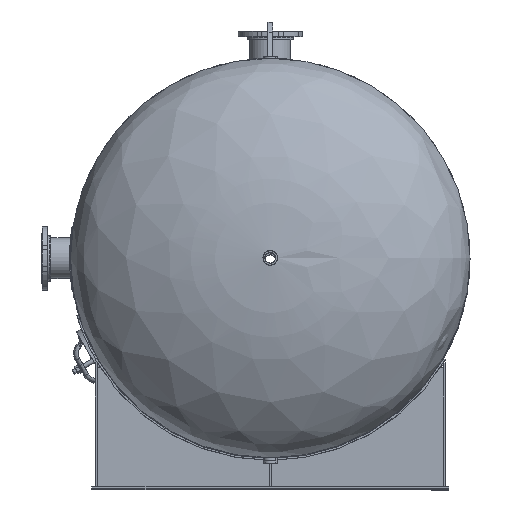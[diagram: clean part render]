
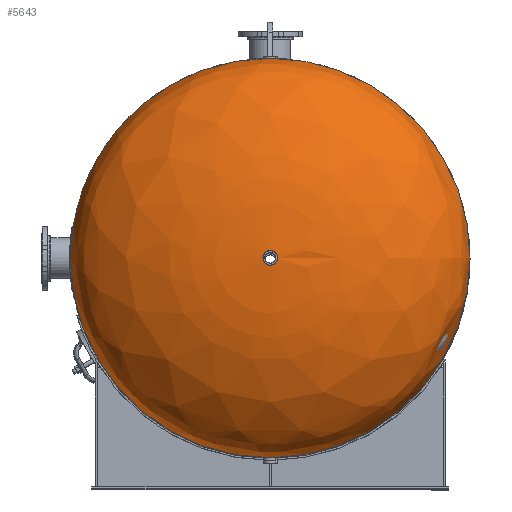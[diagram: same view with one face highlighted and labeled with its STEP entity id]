
A CAD part, top view. The second image highlights one B-rep face of the part: STEP entity #5643.
In plain terms, the highlighted free-form (B-spline) face has degree [2, 2] with [3, 9] control points.
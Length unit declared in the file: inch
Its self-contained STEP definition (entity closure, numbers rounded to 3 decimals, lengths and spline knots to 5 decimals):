
#32=ELLIPSE('',#6629,42.,21.25);
#700=CIRCLE('',#6624,42.);
#701=CIRCLE('',#6625,42.);
#946=(
BOUNDED_SURFACE()
B_SPLINE_SURFACE(2,2,((#11176,#11177,#11178,#11179,#11180,#11181,#11182,
#11183,#11184),(#11185,#11186,#11187,#11188,#11189,#11190,#11191,#11192,
#11193),(#11194,#11195,#11196,#11197,#11198,#11199,#11200,#11201,#11202)),
 .UNSPECIFIED.,.F.,.T.,.F.)
B_SPLINE_SURFACE_WITH_KNOTS((3,3),(3,2,2,2,3),(-3.14159,-1.5708),
(0.,1.5708,3.14159,4.71239,6.28319),
 .UNSPECIFIED.)
GEOMETRIC_REPRESENTATION_ITEM()
RATIONAL_B_SPLINE_SURFACE(((1.,0.707,1.,0.707,1.,
0.707,1.,0.707,1.),(0.707,0.5,0.707,
0.5,0.707,0.5,0.707,0.5,0.707),(1.,
0.707,1.,0.707,1.,0.707,1.,0.707,
1.)))
REPRESENTATION_ITEM('')
SURFACE()
);
#991=FACE_OUTER_BOUND('',#1339,.T.);
#1339=EDGE_LOOP('',(#4096,#4097,#4098,#4099,#4100,#4101));
#2377=B_SPLINE_CURVE_WITH_KNOTS('',3,(#10472,#10473,#10474,#10475,#10476,
#10477,#10478,#10479,#10480,#10481,#10482,#10483,#10484,#10485,#10486,#10487,
#10488,#10489,#10490,#10491),.UNSPECIFIED.,.F.,.F.,(4,2,2,2,2,2,2,2,2,4),
(-15.32383,-15.19611,-13.6765,-12.15689,
-10.63728,-9.11767,-7.59805,-6.07844,
-4.55883,-3.06475),.UNSPECIFIED.);
#2378=B_SPLINE_CURVE_WITH_KNOTS('',3,(#10492,#10493,#10494,#10495,#10496,
#10497,#10498,#10499,#10500,#10501,#10502,#10503,#10504,#10505,#10506,#10507,
#10508,#10509,#10510,#10511,#10512,#10513,#10514),.UNSPECIFIED.,.F.,.F.,
(4,2,2,3,2,2,2,2,2,2,4),(-3.06475,-3.03922,-1.51961,
0.,0.86039,1.72078,3.24039,4.76,
6.27961,7.79923,9.19112),.UNSPECIFIED.);
#2607=VERTEX_POINT('',#10470);
#2608=VERTEX_POINT('',#10471);
#2615=VERTEX_POINT('',#10649);
#2616=VERTEX_POINT('',#10651);
#3162=EDGE_CURVE('',#2607,#2608,#2377,.T.);
#3163=EDGE_CURVE('',#2608,#2607,#2378,.T.);
#3173=EDGE_CURVE('',#2615,#2616,#700,.T.);
#3174=EDGE_CURVE('',#2616,#2615,#701,.T.);
#3179=EDGE_CURVE('',#2607,#2616,#32,.T.);
#4096=ORIENTED_EDGE('',*,*,#3162,.T.);
#4097=ORIENTED_EDGE('',*,*,#3163,.T.);
#4098=ORIENTED_EDGE('',*,*,#3179,.T.);
#4099=ORIENTED_EDGE('',*,*,#3173,.F.);
#4100=ORIENTED_EDGE('',*,*,#3174,.F.);
#4101=ORIENTED_EDGE('',*,*,#3179,.F.);
#5643=ADVANCED_FACE('',(#991),#946,.T.);
#6624=AXIS2_PLACEMENT_3D('',#10652,#7350,#7351);
#6625=AXIS2_PLACEMENT_3D('',#10653,#7352,#7353);
#6629=AXIS2_PLACEMENT_3D('',#11203,#7361,#7362);
#7350=DIRECTION('center_axis',(0.,0.,-1.));
#7351=DIRECTION('ref_axis',(-1.,0.,0.));
#7352=DIRECTION('center_axis',(0.,0.,-1.));
#7353=DIRECTION('ref_axis',(-1.,0.,0.));
#7361=DIRECTION('center_axis',(0.,-1.,0.));
#7362=DIRECTION('ref_axis',(1.,0.,0.));
#10470=CARTESIAN_POINT('',(-1.5315,0.,23.48587));
#10471=CARTESIAN_POINT('',(1.5315,0.,23.48587));
#10472=CARTESIAN_POINT('Ctrl Pts',(-1.5315,0.,23.48587));
#10473=CARTESIAN_POINT('Ctrl Pts',(-1.5315,0.01674,23.48587));
#10474=CARTESIAN_POINT('Ctrl Pts',(-1.53123,0.03348,
23.48587));
#10475=CARTESIAN_POINT('Ctrl Pts',(-1.52413,0.24955,
23.48587));
#10476=CARTESIAN_POINT('Ctrl Pts',(-1.47872,0.44569,
23.48587));
#10477=CARTESIAN_POINT('Ctrl Pts',(-1.31528,0.80951,
23.48587));
#10478=CARTESIAN_POINT('Ctrl Pts',(-1.19881,0.97372,
23.48587));
#10479=CARTESIAN_POINT('Ctrl Pts',(-0.90948,1.24825,
23.48587));
#10480=CARTESIAN_POINT('Ctrl Pts',(-0.73938,1.35594,23.48587));
#10481=CARTESIAN_POINT('Ctrl Pts',(-0.36749,1.50007,
23.48587));
#10482=CARTESIAN_POINT('Ctrl Pts',(-0.16924,1.53513,
23.48587));
#10483=CARTESIAN_POINT('Ctrl Pts',(0.22953,1.52728,23.48587));
#10484=CARTESIAN_POINT('Ctrl Pts',(0.42624,1.48445,23.48587));
#10485=CARTESIAN_POINT('Ctrl Pts',(0.79218,1.32579,23.48587));
#10486=CARTESIAN_POINT('Ctrl Pts',(0.9579,1.21148,23.48587));
#10487=CARTESIAN_POINT('Ctrl Pts',(1.2362,0.92578,23.48587));
#10488=CARTESIAN_POINT('Ctrl Pts',(1.34612,0.75711,23.48587));
#10489=CARTESIAN_POINT('Ctrl Pts',(1.49387,0.39025,23.48587));
#10490=CARTESIAN_POINT('Ctrl Pts',(1.5315,0.19601,23.48587));
#10491=CARTESIAN_POINT('Ctrl Pts',(1.5315,0.,23.48587));
#10492=CARTESIAN_POINT('Ctrl Pts',(1.5315,0.,23.48587));
#10493=CARTESIAN_POINT('Ctrl Pts',(1.5315,-0.00335,23.48587));
#10494=CARTESIAN_POINT('Ctrl Pts',(1.53149,-0.0067,
23.48587));
#10495=CARTESIAN_POINT('Ctrl Pts',(1.53016,-0.20947,
23.48587));
#10496=CARTESIAN_POINT('Ctrl Pts',(1.48991,-0.40673,
23.48587));
#10497=CARTESIAN_POINT('Ctrl Pts',(1.33607,-0.77471,
23.48587));
#10498=CARTESIAN_POINT('Ctrl Pts',(1.22395,-0.94192,23.48587));
#10499=CARTESIAN_POINT('Ctrl Pts',(1.08293,-1.08293,23.48587));
#10500=CARTESIAN_POINT('Ctrl Pts',(1.00309,-1.16278,23.48587));
#10501=CARTESIAN_POINT('Ctrl Pts',(0.91467,-1.23354,
23.48587));
#10502=CARTESIAN_POINT('Ctrl Pts',(0.72387,-1.35435,
23.48587));
#10503=CARTESIAN_POINT('Ctrl Pts',(0.62208,-1.40401,23.48587));
#10504=CARTESIAN_POINT('Ctrl Pts',(0.32799,-1.5092,
23.48587));
#10505=CARTESIAN_POINT('Ctrl Pts',(0.1289,-1.53904,
23.48587));
#10506=CARTESIAN_POINT('Ctrl Pts',(-0.26953,-1.52073,
23.48587));
#10507=CARTESIAN_POINT('Ctrl Pts',(-0.46505,-1.47275,
23.48587));
#10508=CARTESIAN_POINT('Ctrl Pts',(-0.8267,-1.30454,
23.48587));
#10509=CARTESIAN_POINT('Ctrl Pts',(-0.98936,-1.18593,
23.48587));
#10510=CARTESIAN_POINT('Ctrl Pts',(-1.26007,-0.89302,
23.48587));
#10511=CARTESIAN_POINT('Ctrl Pts',(-1.36553,-0.72152,
23.48587));
#10512=CARTESIAN_POINT('Ctrl Pts',(-1.49891,-0.36348,
23.48587));
#10513=CARTESIAN_POINT('Ctrl Pts',(-1.5315,-0.1824,
23.48587));
#10514=CARTESIAN_POINT('Ctrl Pts',(-1.5315,0.,23.48587));
#10649=CARTESIAN_POINT('',(42.,0.,2.25));
#10651=CARTESIAN_POINT('',(-42.,0.,2.25));
#10652=CARTESIAN_POINT('Origin',(0.,0.,2.25));
#10653=CARTESIAN_POINT('Origin',(0.,0.,2.25));
#11176=CARTESIAN_POINT('Ctrl Pts',(-42.,0.,2.25));
#11177=CARTESIAN_POINT('Ctrl Pts',(-42.,42.,2.25));
#11178=CARTESIAN_POINT('Ctrl Pts',(0.,42.,2.25));
#11179=CARTESIAN_POINT('Ctrl Pts',(42.,42.,2.25));
#11180=CARTESIAN_POINT('Ctrl Pts',(42.,0.,2.25));
#11181=CARTESIAN_POINT('Ctrl Pts',(42.,-42.,2.25));
#11182=CARTESIAN_POINT('Ctrl Pts',(0.,-42.,2.25));
#11183=CARTESIAN_POINT('Ctrl Pts',(-42.,-42.,2.25));
#11184=CARTESIAN_POINT('Ctrl Pts',(-42.,0.,2.25));
#11185=CARTESIAN_POINT('Ctrl Pts',(-42.,0.,23.5));
#11186=CARTESIAN_POINT('Ctrl Pts',(-42.,42.,23.5));
#11187=CARTESIAN_POINT('Ctrl Pts',(0.,42.,23.5));
#11188=CARTESIAN_POINT('Ctrl Pts',(42.,42.,23.5));
#11189=CARTESIAN_POINT('Ctrl Pts',(42.,0.,23.5));
#11190=CARTESIAN_POINT('Ctrl Pts',(42.,-42.,23.5));
#11191=CARTESIAN_POINT('Ctrl Pts',(0.,-42.,23.5));
#11192=CARTESIAN_POINT('Ctrl Pts',(-42.,-42.,23.5));
#11193=CARTESIAN_POINT('Ctrl Pts',(-42.,0.,23.5));
#11194=CARTESIAN_POINT('Ctrl Pts',(0.,0.,23.5));
#11195=CARTESIAN_POINT('Ctrl Pts',(0.,0.,
23.5));
#11196=CARTESIAN_POINT('Ctrl Pts',(0.,0.,
23.5));
#11197=CARTESIAN_POINT('Ctrl Pts',(0.,0.,
23.5));
#11198=CARTESIAN_POINT('Ctrl Pts',(0.,0.,23.5));
#11199=CARTESIAN_POINT('Ctrl Pts',(0.,0.,
23.5));
#11200=CARTESIAN_POINT('Ctrl Pts',(0.,0.,
23.5));
#11201=CARTESIAN_POINT('Ctrl Pts',(0.,0.,
23.5));
#11202=CARTESIAN_POINT('Ctrl Pts',(0.,0.,23.5));
#11203=CARTESIAN_POINT('Origin',(0.,0.,2.25));
